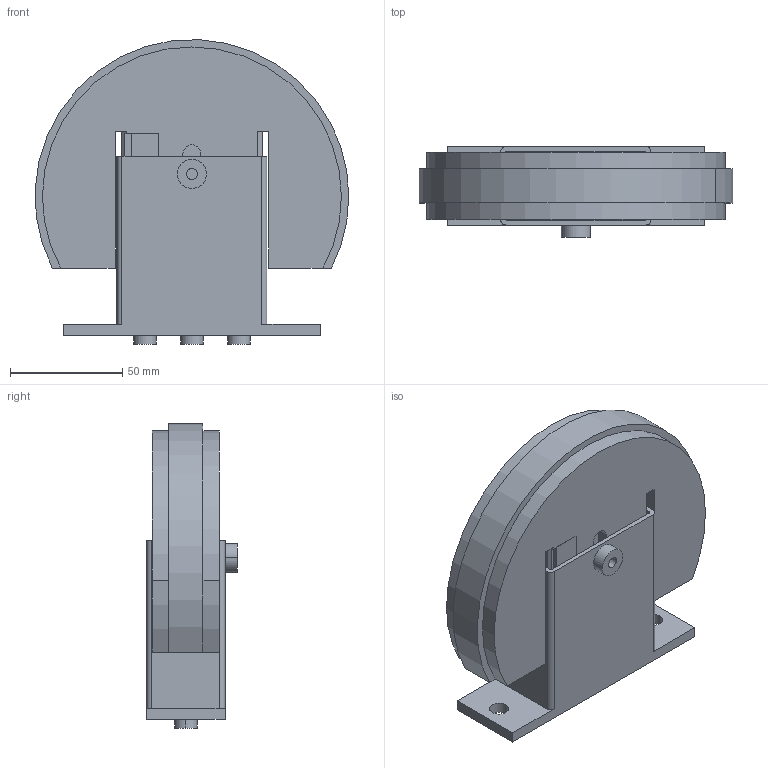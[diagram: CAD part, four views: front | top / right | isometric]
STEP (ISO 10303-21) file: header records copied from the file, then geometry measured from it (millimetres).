
FILE_DESCRIPTION(('STEP AP214'),'1');
FILE_NAME('cctmp_A6B5388B-534F-46E5-B9E9-E90FF64E854A_2023_6_21_14_7_49_968..stp','2023-06-21T12:07:50',('Murtfeldt Kunststoffe GmbH & Co.KG'),('CADClick - www.CADClick.com'),'Spatial InterOp 3D',' ','unknown authorization');
FILE_SCHEMA(('AUTOMOTIVE_DESIGN'));
Length unit declared in the file: millimetre
Products named in the file (1): 1
Bounding box: 139.92 x 40.5 x 135.92 mm (x, y, z)
Volume: 411610.2 mm3; surface area: 86498.3 mm2
Topology: 5 solids, 5 shells, 95 faces, 234 edges, 156 vertices
Faces by surface type: plane 63, cylinder 32
Entity records: 3652 total; most frequent: DIRECTION 498, CARTESIAN_POINT 490, ORIENTED_EDGE 468, EDGE_CURVE 234, LINE 170, VECTOR 170, AXIS2_PLACEMENT_3D 164, VERTEX_POINT 156
